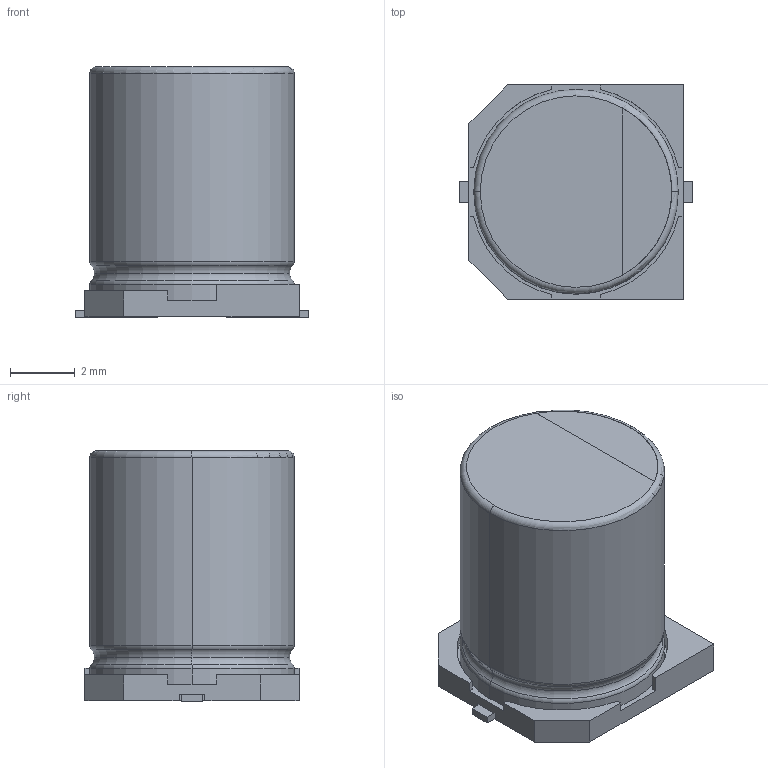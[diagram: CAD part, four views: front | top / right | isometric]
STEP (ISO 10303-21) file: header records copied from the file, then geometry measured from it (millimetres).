
FILE_DESCRIPTION (( 'STEP AP214' ), '1' );
FILE_NAME ('CAP6070.STEP', '2024-03-25T03:16:29', ( '' ), ( '' ), 'SwSTEP 2.0', 'SolidWorks 2022', '' );
FILE_SCHEMA (( 'AUTOMOTIVE_DESIGN' ));
Length unit declared in the file: millimetre
Products named in the file (1): CAP6070
Bounding box: 7.2 x 6.6 x 7.72 mm (x, y, z)
Volume: 247.6 mm3; surface area: 258.4 mm2
Topology: 1 solids, 1 shells, 62 faces, 159 edges, 100 vertices
Faces by surface type: plane 43, torus 10, cylinder 9
Entity records: 2572 total; most frequent: DIRECTION 322, CARTESIAN_POINT 322, ORIENTED_EDGE 318, EDGE_CURVE 159, VECTOR 122, LINE 122, AXIS2_PLACEMENT_3D 100, VERTEX_POINT 100
